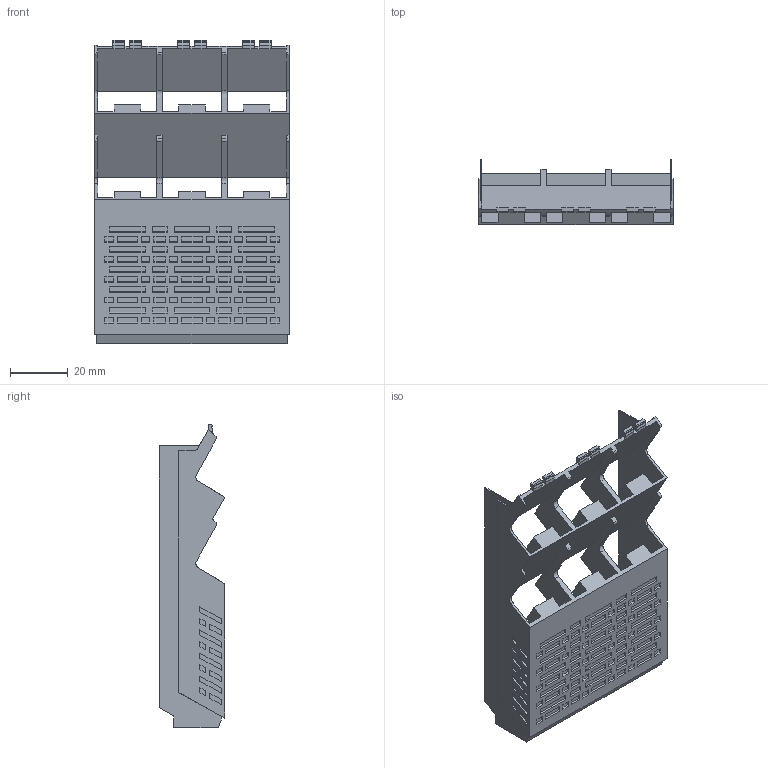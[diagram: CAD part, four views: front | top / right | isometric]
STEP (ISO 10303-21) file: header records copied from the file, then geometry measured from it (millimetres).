
FILE_DESCRIPTION(('CATIA V5R24 STEP','CAx-IF Rec.Pracs.--- Model Styling and Organization---1.2---2011-12-15'),'2;1');
FILE_NAME ('12582039_2', '2018-02-09T10:14:18+00:00', ('Weidmueller Interface'), ('Weidmueller'), 'CATIA Version 5-6 Release 2014 SP4', 'CATIA V5 STEP AP214', 'none');
FILE_SCHEMA(('AUTOMOTIVE_DESIGN { 1 0 10303 214 1 1 1 1 }'));
Length unit declared in the file: millimetre
Products named in the file (1): 1235320000
Bounding box: 67.5 x 22.76 x 105.49 mm (x, y, z)
Volume: 12539.5 mm3; surface area: 27134.8 mm2
Topology: 1 solids, 1 shells, 714 faces, 2078 edges, 1458 vertices
Faces by surface type: plane 682, cylinder 28, extrusion 4
Entity records: 22111 total; most frequent: CARTESIAN_POINT 4643, ORIENTED_EDGE 4156, DIRECTION 2295, EDGE_CURVE 2078, VECTOR 1715, LINE 1711, VERTEX_POINT 1458, EDGE_LOOP 818
